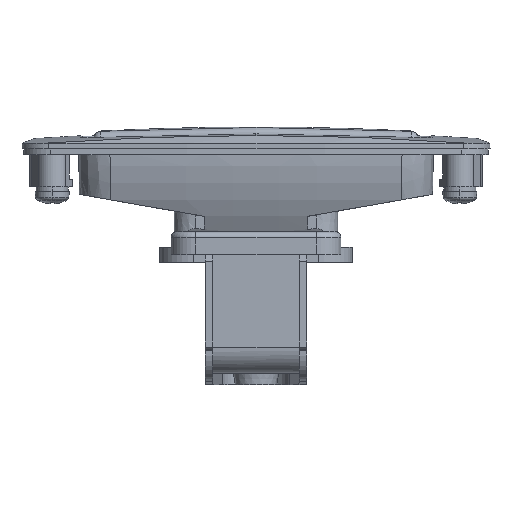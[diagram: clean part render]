
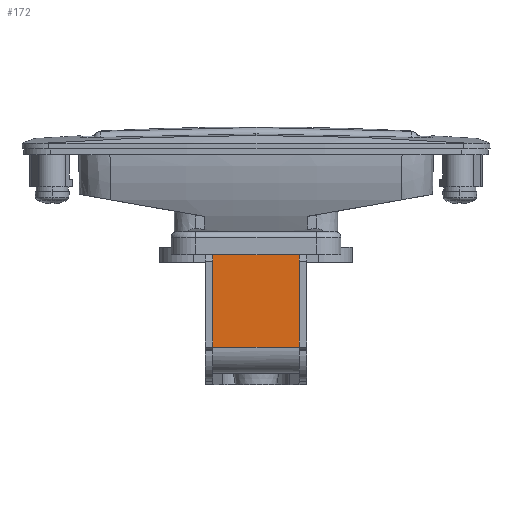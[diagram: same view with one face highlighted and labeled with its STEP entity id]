
A CAD part, front view. The second image highlights one B-rep face of the part: STEP entity #172.
In plain terms, the highlighted planar face has unit normal (0, -1, 0).
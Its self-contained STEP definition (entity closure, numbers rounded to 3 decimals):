
#172 = ADVANCED_FACE ( 'NONE', ( #18776 ), #17800, .T. ) ;
#320 = EDGE_CURVE ( 'NONE', #9627, #7295, #18138, .T. ) ;
#554 = EDGE_CURVE ( 'NONE', #8048, #13333, #22495, .T. ) ;
#664 = CARTESIAN_POINT ( 'NONE',  ( 13.5, -27.5, 32. ) ) ;
#734 = LINE ( 'NONE', #22001, #15800 ) ;
#806 = DIRECTION ( 'NONE',  ( 0., 0., 1. ) ) ;
#1002 = CARTESIAN_POINT ( 'NONE',  ( 13.328, -27.5, 34. ) ) ;
#1024 = LINE ( 'NONE', #8837, #21996 ) ;
#1215 = VECTOR ( 'NONE', #7252, 1000. ) ;
#1270 = CARTESIAN_POINT ( 'NONE',  ( -13.5, -27.5, 36. ) ) ;
#1466 = CARTESIAN_POINT ( 'NONE',  ( 11.5, -27.5, 32. ) ) ;
#2550 = ORIENTED_EDGE ( 'NONE', *, *, #24229, .T. ) ;
#4125 = EDGE_CURVE ( 'NONE', #6674, #10162, #18310, .T. ) ;
#4262 = DIRECTION ( 'NONE',  ( 0., 0., -1. ) ) ;
#4947 = ORIENTED_EDGE ( 'NONE', *, *, #320, .T. ) ;
#4996 = VECTOR ( 'NONE', #24683, 1000. ) ;
#5466 = CARTESIAN_POINT ( 'NONE',  ( -13.5, -27.5, 34. ) ) ;
#6674 = VERTEX_POINT ( 'NONE', #1002 ) ;
#6770 = VECTOR ( 'NONE', #12055, 1000. ) ;
#7252 = DIRECTION ( 'NONE',  ( 1., 0., 0. ) ) ;
#7295 = VERTEX_POINT ( 'NONE', #19193 ) ;
#7359 = CARTESIAN_POINT ( 'NONE',  ( -13.5, -27.5, 36. ) ) ;
#7394 = DIRECTION ( 'NONE',  ( 0., 0., 1. ) ) ;
#7569 = LINE ( 'NONE', #1270, #23509 ) ;
#7659 = VERTEX_POINT ( 'NONE', #14970 ) ;
#8048 = VERTEX_POINT ( 'NONE', #22704 ) ;
#8263 = ORIENTED_EDGE ( 'NONE', *, *, #18008, .T. ) ;
#8390 = ORIENTED_EDGE ( 'NONE', *, *, #554, .T. ) ;
#8597 = VERTEX_POINT ( 'NONE', #22171 ) ;
#8808 = ORIENTED_EDGE ( 'NONE', *, *, #16186, .T. ) ;
#8837 = CARTESIAN_POINT ( 'NONE',  ( -11.5, -27.5, 36. ) ) ;
#9066 = VECTOR ( 'NONE', #20325, 1000. ) ;
#9310 = CARTESIAN_POINT ( 'NONE',  ( 13.5, -27.5, 36. ) ) ;
#9627 = VERTEX_POINT ( 'NONE', #16799 ) ;
#9661 = ORIENTED_EDGE ( 'NONE', *, *, #12713, .T. ) ;
#9762 = CARTESIAN_POINT ( 'NONE',  ( 11.5, -27.5, 36. ) ) ;
#9846 = DIRECTION ( 'NONE',  ( 0., 0., -1. ) ) ;
#10162 = VERTEX_POINT ( 'NONE', #13687 ) ;
#11012 = CARTESIAN_POINT ( 'NONE',  ( 16., -27.5, 34. ) ) ;
#11414 = LINE ( 'NONE', #664, #25478 ) ;
#11998 = VECTOR ( 'NONE', #806, 1000. ) ;
#12055 = DIRECTION ( 'NONE',  ( 0., 0., -1. ) ) ;
#12112 = EDGE_CURVE ( 'NONE', #18146, #8597, #11414, .T. ) ;
#12657 = CARTESIAN_POINT ( 'NONE',  ( 11.5, -27.5, 7.5 ) ) ;
#12713 = EDGE_CURVE ( 'NONE', #8597, #6674, #19845, .T. ) ;
#12752 = DIRECTION ( 'NONE',  ( 1., 0., 0. ) ) ;
#13333 = VERTEX_POINT ( 'NONE', #12657 ) ;
#13537 = AXIS2_PLACEMENT_3D ( 'NONE', #9762, #23735, #9846 ) ;
#13687 = CARTESIAN_POINT ( 'NONE',  ( 13.5, -27.5, 34. ) ) ;
#14329 = CARTESIAN_POINT ( 'NONE',  ( 13.5, -27.5, 36. ) ) ;
#14463 = CARTESIAN_POINT ( 'NONE',  ( -13.328, -27.5, 36. ) ) ;
#14693 = LINE ( 'NONE', #19079, #1215 ) ;
#14970 = CARTESIAN_POINT ( 'NONE',  ( -11.5, -27.5, 32. ) ) ;
#15347 = CARTESIAN_POINT ( 'NONE',  ( 11.5, -27.5, 36. ) ) ;
#15429 = ORIENTED_EDGE ( 'NONE', *, *, #22269, .F. ) ;
#15650 = VERTEX_POINT ( 'NONE', #9310 ) ;
#15800 = VECTOR ( 'NONE', #22092, 1000. ) ;
#16186 = EDGE_CURVE ( 'NONE', #22036, #20062, #7569, .T. ) ;
#16354 = CARTESIAN_POINT ( 'NONE',  ( -11.5, -27.5, -2.5 ) ) ;
#16799 = CARTESIAN_POINT ( 'NONE',  ( -13.328, -27.5, 34. ) ) ;
#17141 = DIRECTION ( 'NONE',  ( 1., 0., 0. ) ) ;
#17309 = EDGE_LOOP ( 'NONE', ( #8808, #2550, #4947, #8263, #20304, #8390, #21264, #25056, #9661, #23399, #15429, #22876 ) ) ;
#17800 = PLANE ( 'NONE',  #13537 ) ;
#18008 = EDGE_CURVE ( 'NONE', #7295, #7659, #14693, .T. ) ;
#18138 = LINE ( 'NONE', #14463, #9066 ) ;
#18146 = VERTEX_POINT ( 'NONE', #1466 ) ;
#18310 = LINE ( 'NONE', #11012, #22998 ) ;
#18362 = LINE ( 'NONE', #16354, #25864 ) ;
#18628 = DIRECTION ( 'NONE',  ( -1., 0., 0. ) ) ;
#18642 = CARTESIAN_POINT ( 'NONE',  ( 11.5, -27.5, 7.5 ) ) ;
#18776 = FACE_OUTER_BOUND ( 'NONE', #17309, .T. ) ;
#19079 = CARTESIAN_POINT ( 'NONE',  ( 13.5, -27.5, 32. ) ) ;
#19193 = CARTESIAN_POINT ( 'NONE',  ( -13.328, -27.5, 32. ) ) ;
#19845 = LINE ( 'NONE', #20946, #11998 ) ;
#20062 = VERTEX_POINT ( 'NONE', #5466 ) ;
#20108 = EDGE_CURVE ( 'NONE', #13333, #18146, #24730, .T. ) ;
#20304 = ORIENTED_EDGE ( 'NONE', *, *, #22319, .T. ) ;
#20325 = DIRECTION ( 'NONE',  ( 0., 0., -1. ) ) ;
#20946 = CARTESIAN_POINT ( 'NONE',  ( 13.328, -27.5, 32. ) ) ;
#21264 = ORIENTED_EDGE ( 'NONE', *, *, #20108, .T. ) ;
#21385 = DIRECTION ( 'NONE',  ( 0., 0., -1. ) ) ;
#21996 = VECTOR ( 'NONE', #18628, 1000. ) ;
#22001 = CARTESIAN_POINT ( 'NONE',  ( -16., -27.5, 34. ) ) ;
#22036 = VERTEX_POINT ( 'NONE', #7359 ) ;
#22092 = DIRECTION ( 'NONE',  ( 1., 0., 0. ) ) ;
#22171 = CARTESIAN_POINT ( 'NONE',  ( 13.328, -27.5, 32. ) ) ;
#22193 = VECTOR ( 'NONE', #7394, 1000. ) ;
#22269 = EDGE_CURVE ( 'NONE', #15650, #10162, #24633, .T. ) ;
#22319 = EDGE_CURVE ( 'NONE', #7659, #8048, #18362, .T. ) ;
#22495 = LINE ( 'NONE', #18642, #4996 ) ;
#22704 = CARTESIAN_POINT ( 'NONE',  ( -11.5, -27.5, 7.5 ) ) ;
#22876 = ORIENTED_EDGE ( 'NONE', *, *, #25383, .T. ) ;
#22998 = VECTOR ( 'NONE', #17141, 1000. ) ;
#23399 = ORIENTED_EDGE ( 'NONE', *, *, #4125, .T. ) ;
#23509 = VECTOR ( 'NONE', #21385, 1000. ) ;
#23735 = DIRECTION ( 'NONE',  ( 0., -1., 0. ) ) ;
#24229 = EDGE_CURVE ( 'NONE', #20062, #9627, #734, .T. ) ;
#24633 = LINE ( 'NONE', #14329, #6770 ) ;
#24683 = DIRECTION ( 'NONE',  ( 1., 0., 0. ) ) ;
#24730 = LINE ( 'NONE', #15347, #22193 ) ;
#25056 = ORIENTED_EDGE ( 'NONE', *, *, #12112, .T. ) ;
#25383 = EDGE_CURVE ( 'NONE', #15650, #22036, #1024, .T. ) ;
#25478 = VECTOR ( 'NONE', #12752, 1000. ) ;
#25864 = VECTOR ( 'NONE', #4262, 1000. ) ;
